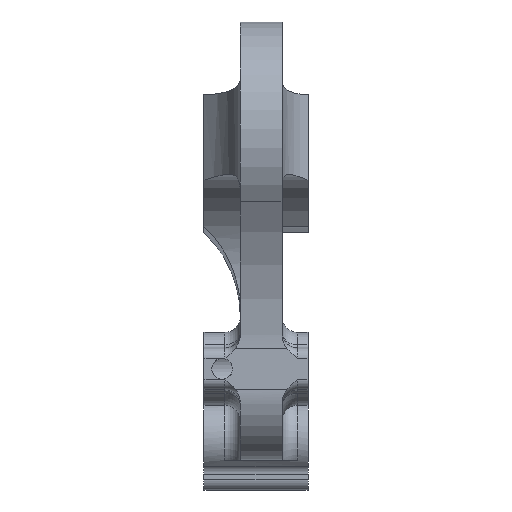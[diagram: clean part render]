
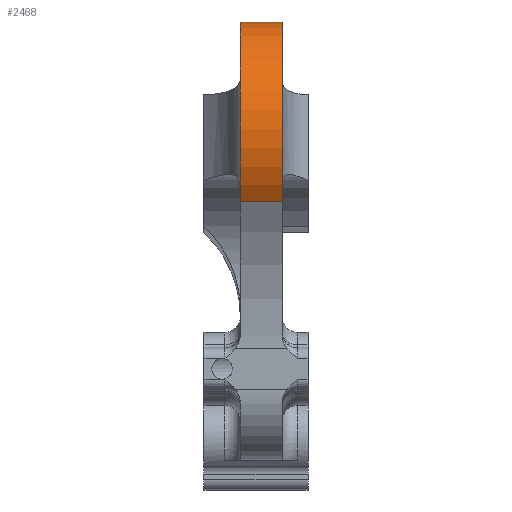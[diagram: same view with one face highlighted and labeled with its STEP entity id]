
A CAD part, left-side view. The second image highlights one B-rep face of the part: STEP entity #2468.
In plain terms, the highlighted cylindrical face has radius 22 mm (diameter 44 mm), a partial arc.
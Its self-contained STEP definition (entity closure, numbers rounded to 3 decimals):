
#103 = DIRECTION ( 'NONE',  ( 0., 1., 0. ) ) ;
#508 = ORIENTED_EDGE ( 'NONE', *, *, #2698, .T. ) ;
#726 = DIRECTION ( 'NONE',  ( 0., 0., 1. ) ) ;
#888 = EDGE_CURVE ( 'NONE', #5129, #3493, #2159, .T. ) ;
#1328 = CIRCLE ( 'NONE', #4260, 22. ) ;
#1468 = ORIENTED_EDGE ( 'NONE', *, *, #4969, .F. ) ;
#1627 = AXIS2_PLACEMENT_3D ( 'NONE', #1633, #4468, #3540 ) ;
#1633 = CARTESIAN_POINT ( 'NONE',  ( -33.234, -3., 33.234 ) ) ;
#1667 = DIRECTION ( 'NONE',  ( 0., 0., 1. ) ) ;
#1951 = LINE ( 'NONE', #4283, #3821 ) ;
#2003 = CARTESIAN_POINT ( 'NONE',  ( -51.298, 5., 20.676 ) ) ;
#2009 = CARTESIAN_POINT ( 'NONE',  ( -33.234, -3., 55.234 ) ) ;
#2091 = CARTESIAN_POINT ( 'NONE',  ( -33.234, 5., 33.234 ) ) ;
#2121 = ORIENTED_EDGE ( 'NONE', *, *, #4981, .F. ) ;
#2159 = CIRCLE ( 'NONE', #2824, 22. ) ;
#2468 = ADVANCED_FACE ( 'NONE', ( #4732 ), #4314, .T. ) ;
#2663 = CARTESIAN_POINT ( 'NONE',  ( -33.234, -3., 33.234 ) ) ;
#2667 = VECTOR ( 'NONE', #4472, 1000. ) ;
#2698 = EDGE_CURVE ( 'NONE', #3493, #4274, #1951, .T. ) ;
#2824 = AXIS2_PLACEMENT_3D ( 'NONE', #2663, #5144, #726 ) ;
#2981 = CARTESIAN_POINT ( 'NONE',  ( -51.298, -3., 20.676 ) ) ;
#3138 = CARTESIAN_POINT ( 'NONE',  ( -33.234, 5., 55.234 ) ) ;
#3331 = LINE ( 'NONE', #4916, #2667 ) ;
#3493 = VERTEX_POINT ( 'NONE', #2009 ) ;
#3540 = DIRECTION ( 'NONE',  ( 0., 0., 1. ) ) ;
#3821 = VECTOR ( 'NONE', #3900, 1000. ) ;
#3900 = DIRECTION ( 'NONE',  ( 0., 1., 0. ) ) ;
#3990 = EDGE_LOOP ( 'NONE', ( #5121, #508, #1468, #2121 ) ) ;
#4260 = AXIS2_PLACEMENT_3D ( 'NONE', #2091, #103, #1667 ) ;
#4274 = VERTEX_POINT ( 'NONE', #3138 ) ;
#4283 = CARTESIAN_POINT ( 'NONE',  ( -33.234, -3., 55.234 ) ) ;
#4314 = CYLINDRICAL_SURFACE ( 'NONE', #1627, 22. ) ;
#4468 = DIRECTION ( 'NONE',  ( 0., 1., 0. ) ) ;
#4472 = DIRECTION ( 'NONE',  ( 0., 1., 0. ) ) ;
#4566 = VERTEX_POINT ( 'NONE', #2003 ) ;
#4732 = FACE_OUTER_BOUND ( 'NONE', #3990, .T. ) ;
#4916 = CARTESIAN_POINT ( 'NONE',  ( -51.298, -3., 20.676 ) ) ;
#4969 = EDGE_CURVE ( 'NONE', #4566, #4274, #1328, .T. ) ;
#4981 = EDGE_CURVE ( 'NONE', #5129, #4566, #3331, .T. ) ;
#5121 = ORIENTED_EDGE ( 'NONE', *, *, #888, .T. ) ;
#5129 = VERTEX_POINT ( 'NONE', #2981 ) ;
#5144 = DIRECTION ( 'NONE',  ( 0., 1., 0. ) ) ;
